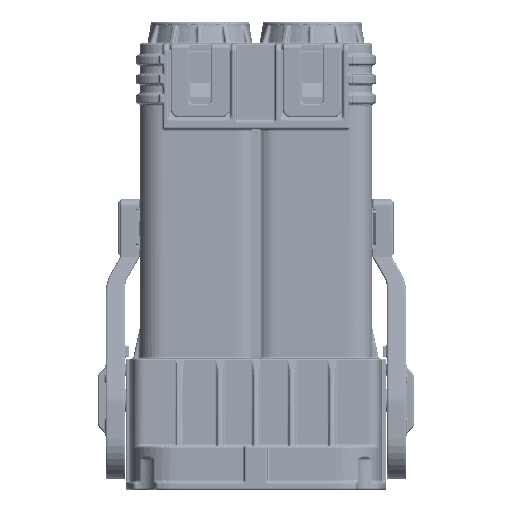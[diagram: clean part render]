
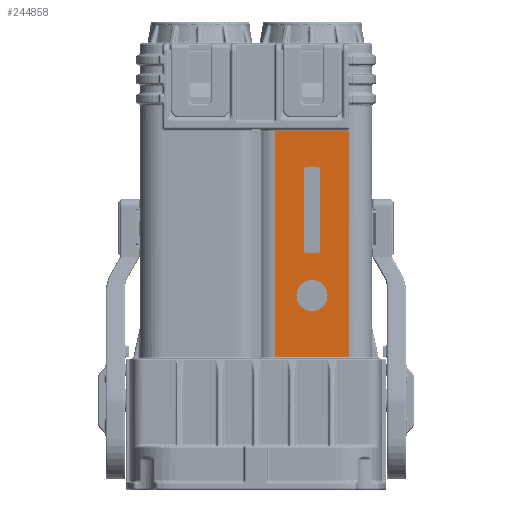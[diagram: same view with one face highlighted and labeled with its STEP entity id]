
A CAD part, front view. The second image highlights one B-rep face of the part: STEP entity #244858.
In plain terms, the highlighted planar face has unit normal (0, -1, 0).
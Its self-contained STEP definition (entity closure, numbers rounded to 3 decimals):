
#512 = DIRECTION ( 'NONE',  ( 0., -1., 0. ) ) ;
#2862 = EDGE_CURVE ( 'NONE', #401999, #73525, #130264, .T. ) ;
#3555 = ORIENTED_EDGE ( 'NONE', *, *, #223709, .F. ) ;
#8980 = CARTESIAN_POINT ( 'NONE',  ( 12.9, -21.8, 82.5 ) ) ;
#9953 = LINE ( 'NONE', #270748, #123024 ) ;
#12952 = VERTEX_POINT ( 'NONE', #64973 ) ;
#14141 = VERTEX_POINT ( 'NONE', #519095 ) ;
#22332 = CARTESIAN_POINT ( 'NONE',  ( 16.4, -21.8, 82.5 ) ) ;
#24748 = EDGE_CURVE ( 'NONE', #73525, #353913, #305388, .T. ) ;
#26833 = EDGE_LOOP ( 'NONE', ( #209194, #233939, #163661, #101349, #307132, #288572, #40879, #3555 ) ) ;
#40879 = ORIENTED_EDGE ( 'NONE', *, *, #184812, .F. ) ;
#46281 = CARTESIAN_POINT ( 'NONE',  ( 23.85, -21.8, 34.3 ) ) ;
#51549 = CARTESIAN_POINT ( 'NONE',  ( 23.85, -21.8, -40.126 ) ) ;
#53116 = CARTESIAN_POINT ( 'NONE',  ( 14.4, -21.8, 50. ) ) ;
#60784 = DIRECTION ( 'NONE',  ( 0., -1., 0. ) ) ;
#62512 = LINE ( 'NONE', #51549, #348772 ) ;
#64973 = CARTESIAN_POINT ( 'NONE',  ( 12.4, -21.8, 61.5 ) ) ;
#69933 = DIRECTION ( 'NONE',  ( 1., 0., 0. ) ) ;
#73525 = VERTEX_POINT ( 'NONE', #390874 ) ;
#75439 = CARTESIAN_POINT ( 'NONE',  ( 23.35, -21.8, 93.3 ) ) ;
#80703 = CARTESIAN_POINT ( 'NONE',  ( 15.9, -21.8, 61.5 ) ) ;
#88958 = CARTESIAN_POINT ( 'NONE',  ( 16.4, -21.8, 82.5 ) ) ;
#89004 = CARTESIAN_POINT ( 'NONE',  ( 4.95, -21.8, 92.3 ) ) ;
#93557 = CARTESIAN_POINT ( 'NONE',  ( 4.95, -21.8, 92.3 ) ) ;
#101349 = ORIENTED_EDGE ( 'NONE', *, *, #105595, .F. ) ;
#103202 = FACE_OUTER_BOUND ( 'NONE', #239749, .T. ) ;
#105059 = DIRECTION ( 'NONE',  ( 1., 0., 0. ) ) ;
#105595 = EDGE_CURVE ( 'NONE', #113694, #256607, #459713, .T. ) ;
#110640 = DIRECTION ( 'NONE',  ( 1., 0., 0. ) ) ;
#113694 = VERTEX_POINT ( 'NONE', #533589 ) ;
#116451 = AXIS2_PLACEMENT_3D ( 'NONE', #8980, #349585, #427819 ) ;
#123024 = VECTOR ( 'NONE', #105059, 1000. ) ;
#126193 = CIRCLE ( 'NONE', #489023, 0.5 ) ;
#130264 = CIRCLE ( 'NONE', #246155, 1. ) ;
#133804 = VERTEX_POINT ( 'NONE', #46281 ) ;
#135318 = DIRECTION ( 'NONE',  ( -1., 0., 0. ) ) ;
#136662 = AXIS2_PLACEMENT_3D ( 'NONE', #80703, #512, #296564 ) ;
#139922 = CARTESIAN_POINT ( 'NONE',  ( 4.95, -21.8, 34.3 ) ) ;
#142760 = VERTEX_POINT ( 'NONE', #183306 ) ;
#149082 = CIRCLE ( 'NONE', #228998, 4. ) ;
#155782 = ORIENTED_EDGE ( 'NONE', *, *, #377099, .F. ) ;
#163661 = ORIENTED_EDGE ( 'NONE', *, *, #540206, .F. ) ;
#172690 = CARTESIAN_POINT ( 'NONE',  ( 15.9, -21.8, 83. ) ) ;
#181441 = DIRECTION ( 'NONE',  ( 1., 0., 0. ) ) ;
#183306 = CARTESIAN_POINT ( 'NONE',  ( 16.4, -21.8, 61.5 ) ) ;
#184343 = CARTESIAN_POINT ( 'NONE',  ( 15.9, -21.8, 82.5 ) ) ;
#184812 = EDGE_CURVE ( 'NONE', #446758, #142760, #448968, .T. ) ;
#187209 = DIRECTION ( 'NONE',  ( 1., 0., 0. ) ) ;
#189206 = CARTESIAN_POINT ( 'NONE',  ( 12.9, -21.8, 61. ) ) ;
#189838 = DIRECTION ( 'NONE',  ( 0., -1., 0. ) ) ;
#196255 = DIRECTION ( 'NONE',  ( 0., 1., 0. ) ) ;
#206488 = AXIS2_PLACEMENT_3D ( 'NONE', #315789, #60784, #187209 ) ;
#209194 = ORIENTED_EDGE ( 'NONE', *, *, #222687, .F. ) ;
#217110 = DIRECTION ( 'NONE',  ( 0., 0., 1. ) ) ;
#222687 = EDGE_CURVE ( 'NONE', #12952, #242406, #339422, .T. ) ;
#223709 = EDGE_CURVE ( 'NONE', #242406, #446758, #9953, .T. ) ;
#228998 = AXIS2_PLACEMENT_3D ( 'NONE', #53116, #477514, #181441 ) ;
#233939 = ORIENTED_EDGE ( 'NONE', *, *, #407465, .F. ) ;
#239749 = EDGE_LOOP ( 'NONE', ( #440459, #446817, #488831, #284441, #398805 ) ) ;
#242406 = VERTEX_POINT ( 'NONE', #189206 ) ;
#244858 = ADVANCED_FACE ( 'NONE', ( #103202, #470269, #357014 ), #444263, .T. ) ;
#246155 = AXIS2_PLACEMENT_3D ( 'NONE', #75439, #196255, #69933 ) ;
#247254 = VERTEX_POINT ( 'NONE', #22332 ) ;
#249704 = VECTOR ( 'NONE', #418059, 1000. ) ;
#250046 = VERTEX_POINT ( 'NONE', #139922 ) ;
#256607 = VERTEX_POINT ( 'NONE', #309601 ) ;
#258723 = VECTOR ( 'NONE', #350415, 1000. ) ;
#262574 = VECTOR ( 'NONE', #299424, 1000. ) ;
#269671 = AXIS2_PLACEMENT_3D ( 'NONE', #455071, #365587, #110640 ) ;
#270748 = CARTESIAN_POINT ( 'NONE',  ( 15.9, -21.8, 61. ) ) ;
#276459 = LINE ( 'NONE', #373362, #249704 ) ;
#278095 = CARTESIAN_POINT ( 'NONE',  ( 12.4, -21.8, 82.5 ) ) ;
#284441 = ORIENTED_EDGE ( 'NONE', *, *, #334661, .F. ) ;
#288572 = ORIENTED_EDGE ( 'NONE', *, *, #461384, .F. ) ;
#296564 = DIRECTION ( 'NONE',  ( 1., 0., 0. ) ) ;
#297486 = CARTESIAN_POINT ( 'NONE',  ( 23.85, -21.8, 92.434 ) ) ;
#299424 = DIRECTION ( 'NONE',  ( 0., 0., 1. ) ) ;
#305388 = LINE ( 'NONE', #93557, #258723 ) ;
#307132 = ORIENTED_EDGE ( 'NONE', *, *, #341343, .F. ) ;
#309601 = CARTESIAN_POINT ( 'NONE',  ( 12.9, -21.8, 83. ) ) ;
#315789 = CARTESIAN_POINT ( 'NONE',  ( 23.85, -21.8, -40.126 ) ) ;
#321114 = EDGE_LOOP ( 'NONE', ( #155782 ) ) ;
#322046 = VECTOR ( 'NONE', #538413, 1000. ) ;
#334661 = EDGE_CURVE ( 'NONE', #250046, #353913, #435672, .T. ) ;
#339382 = VECTOR ( 'NONE', #135318, 1000. ) ;
#339422 = CIRCLE ( 'NONE', #269671, 0.5 ) ;
#341343 = EDGE_CURVE ( 'NONE', #247254, #113694, #126193, .T. ) ;
#348772 = VECTOR ( 'NONE', #217110, 1000. ) ;
#349585 = DIRECTION ( 'NONE',  ( 0., -1., 0. ) ) ;
#350415 = DIRECTION ( 'NONE',  ( -1., 0., 0. ) ) ;
#353913 = VERTEX_POINT ( 'NONE', #89004 ) ;
#357014 = FACE_BOUND ( 'NONE', #321114, .T. ) ;
#365587 = DIRECTION ( 'NONE',  ( 0., -1., 0. ) ) ;
#373362 = CARTESIAN_POINT ( 'NONE',  ( 23.85, -21.8, 34.3 ) ) ;
#377099 = EDGE_CURVE ( 'NONE', #14141, #14141, #149082, .T. ) ;
#390874 = CARTESIAN_POINT ( 'NONE',  ( 23.35, -21.8, 92.3 ) ) ;
#398600 = DIRECTION ( 'NONE',  ( 1., 0., 0. ) ) ;
#398805 = ORIENTED_EDGE ( 'NONE', *, *, #414551, .T. ) ;
#401999 = VERTEX_POINT ( 'NONE', #297486 ) ;
#407465 = EDGE_CURVE ( 'NONE', #496653, #12952, #528599, .T. ) ;
#414551 = EDGE_CURVE ( 'NONE', #250046, #133804, #276459, .T. ) ;
#418059 = DIRECTION ( 'NONE',  ( 1., 0., 0. ) ) ;
#419114 = CARTESIAN_POINT ( 'NONE',  ( 15.9, -21.8, 61. ) ) ;
#426899 = EDGE_CURVE ( 'NONE', #133804, #401999, #62512, .T. ) ;
#427819 = DIRECTION ( 'NONE',  ( 1., 0., 0. ) ) ;
#435672 = LINE ( 'NONE', #490123, #482163 ) ;
#440459 = ORIENTED_EDGE ( 'NONE', *, *, #426899, .T. ) ;
#442281 = LINE ( 'NONE', #88958, #262574 ) ;
#444263 = PLANE ( 'NONE',  #206488 ) ;
#446758 = VERTEX_POINT ( 'NONE', #419114 ) ;
#446817 = ORIENTED_EDGE ( 'NONE', *, *, #2862, .T. ) ;
#448968 = CIRCLE ( 'NONE', #136662, 0.5 ) ;
#455071 = CARTESIAN_POINT ( 'NONE',  ( 12.9, -21.8, 61.5 ) ) ;
#459713 = LINE ( 'NONE', #172690, #339382 ) ;
#461384 = EDGE_CURVE ( 'NONE', #142760, #247254, #442281, .T. ) ;
#469145 = CIRCLE ( 'NONE', #116451, 0.5 ) ;
#470269 = FACE_BOUND ( 'NONE', #26833, .T. ) ;
#477514 = DIRECTION ( 'NONE',  ( 0., -1., 0. ) ) ;
#482163 = VECTOR ( 'NONE', #525561, 1000. ) ;
#488831 = ORIENTED_EDGE ( 'NONE', *, *, #24748, .T. ) ;
#489023 = AXIS2_PLACEMENT_3D ( 'NONE', #184343, #189838, #398600 ) ;
#490123 = CARTESIAN_POINT ( 'NONE',  ( 4.95, -21.8, 31.562 ) ) ;
#496653 = VERTEX_POINT ( 'NONE', #542734 ) ;
#519095 = CARTESIAN_POINT ( 'NONE',  ( 18.4, -21.8, 50. ) ) ;
#525561 = DIRECTION ( 'NONE',  ( 0., 0., 1. ) ) ;
#528599 = LINE ( 'NONE', #278095, #322046 ) ;
#533589 = CARTESIAN_POINT ( 'NONE',  ( 15.9, -21.8, 83. ) ) ;
#538413 = DIRECTION ( 'NONE',  ( 0., 0., -1. ) ) ;
#540206 = EDGE_CURVE ( 'NONE', #256607, #496653, #469145, .T. ) ;
#542734 = CARTESIAN_POINT ( 'NONE',  ( 12.4, -21.8, 82.5 ) ) ;
